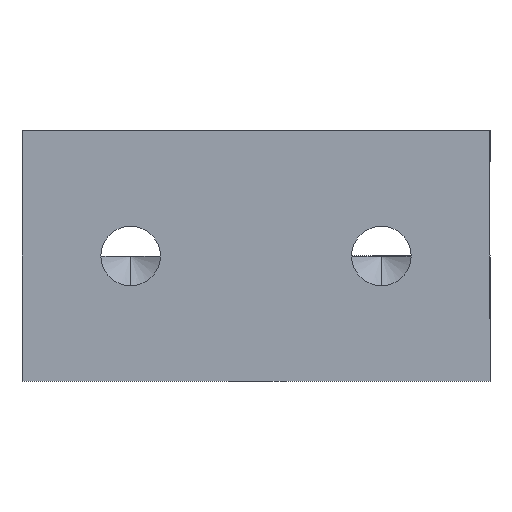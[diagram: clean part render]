
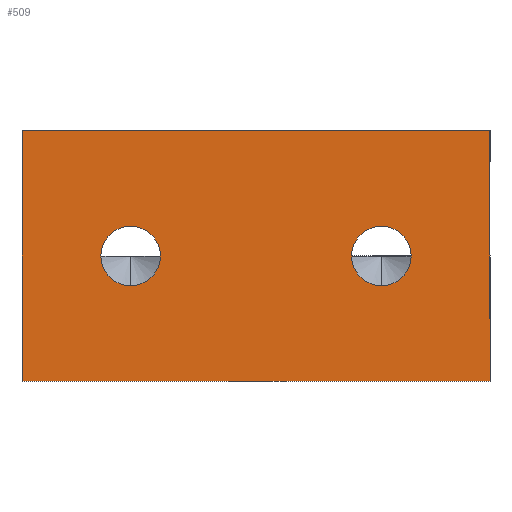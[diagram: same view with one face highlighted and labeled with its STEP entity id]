
A CAD part, front view. The second image highlights one B-rep face of the part: STEP entity #509.
In plain terms, the highlighted planar face has unit normal (0, -1, 0).
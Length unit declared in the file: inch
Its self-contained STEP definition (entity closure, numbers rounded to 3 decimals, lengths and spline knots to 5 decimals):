
#6 = VERTEX_POINT ( 'NONE', #244 ) ;
#18 = LINE ( 'NONE', #234, #447 ) ;
#36 = DIRECTION ( 'NONE',  ( 0., 0., -1. ) ) ;
#39 = EDGE_CURVE ( 'NONE', #451, #6, #606, .T. ) ;
#43 = CARTESIAN_POINT ( 'NONE',  ( -0.35, 0., -0.1875 ) ) ;
#52 = VERTEX_POINT ( 'NONE', #64 ) ;
#56 = LINE ( 'NONE', #343, #516 ) ;
#64 = CARTESIAN_POINT ( 'NONE',  ( 0.1875, 0., -0.0445 ) ) ;
#75 = DIRECTION ( 'NONE',  ( 0., 0., -1. ) ) ;
#76 = CARTESIAN_POINT ( 'NONE',  ( -0.1875, 0., -0.0445 ) ) ;
#82 = DIRECTION ( 'NONE',  ( 0., -1., 0. ) ) ;
#93 = CARTESIAN_POINT ( 'NONE',  ( -0.35, 0., -0.1875 ) ) ;
#124 = DIRECTION ( 'NONE',  ( 1., 0., 0. ) ) ;
#132 = EDGE_CURVE ( 'NONE', #6, #451, #267, .T. ) ;
#142 = FACE_BOUND ( 'NONE', #530, .T. ) ;
#185 = VERTEX_POINT ( 'NONE', #43 ) ;
#188 = CARTESIAN_POINT ( 'NONE',  ( 0.1875, 0., 0.0445 ) ) ;
#192 = FACE_OUTER_BOUND ( 'NONE', #501, .T. ) ;
#213 = ORIENTED_EDGE ( 'NONE', *, *, #664, .F. ) ;
#224 = CARTESIAN_POINT ( 'NONE',  ( 0.35, 0., -0.1875 ) ) ;
#234 = CARTESIAN_POINT ( 'NONE',  ( 0.35, 0., 0.1875 ) ) ;
#240 = AXIS2_PLACEMENT_3D ( 'NONE', #380, #499, #256 ) ;
#244 = CARTESIAN_POINT ( 'NONE',  ( -0.1875, 0., 0.0445 ) ) ;
#256 = DIRECTION ( 'NONE',  ( 0., 0., -1. ) ) ;
#267 = CIRCLE ( 'NONE', #240, 0.0445 ) ;
#273 = VECTOR ( 'NONE', #124, 39.37008 ) ;
#295 = CARTESIAN_POINT ( 'NONE',  ( 0.1875, 0., 0. ) ) ;
#298 = AXIS2_PLACEMENT_3D ( 'NONE', #348, #685, #518 ) ;
#305 = ORIENTED_EDGE ( 'NONE', *, *, #39, .F. ) ;
#321 = VERTEX_POINT ( 'NONE', #345 ) ;
#322 = EDGE_CURVE ( 'NONE', #655, #321, #620, .T. ) ;
#329 = ORIENTED_EDGE ( 'NONE', *, *, #398, .F. ) ;
#332 = EDGE_CURVE ( 'NONE', #346, #52, #619, .T. ) ;
#343 = CARTESIAN_POINT ( 'NONE',  ( -0.35, 0., 0.1875 ) ) ;
#345 = CARTESIAN_POINT ( 'NONE',  ( 0.35, 0., 0.1875 ) ) ;
#346 = VERTEX_POINT ( 'NONE', #188 ) ;
#348 = CARTESIAN_POINT ( 'NONE',  ( 0.1875, 0., 0. ) ) ;
#355 = VERTEX_POINT ( 'NONE', #224 ) ;
#368 = CARTESIAN_POINT ( 'NONE',  ( 0., 0., 0. ) ) ;
#369 = EDGE_CURVE ( 'NONE', #321, #355, #18, .T. ) ;
#380 = CARTESIAN_POINT ( 'NONE',  ( -0.1875, 0., 0. ) ) ;
#398 = EDGE_CURVE ( 'NONE', #52, #346, #502, .T. ) ;
#408 = DIRECTION ( 'NONE',  ( 0., 0., -1. ) ) ;
#415 = EDGE_CURVE ( 'NONE', #355, #185, #713, .T. ) ;
#418 = PLANE ( 'NONE',  #490 ) ;
#427 = DIRECTION ( 'NONE',  ( 0., 0., -1. ) ) ;
#444 = DIRECTION ( 'NONE',  ( 0., 0., 1. ) ) ;
#447 = VECTOR ( 'NONE', #408, 39.37008 ) ;
#451 = VERTEX_POINT ( 'NONE', #76 ) ;
#468 = DIRECTION ( 'NONE',  ( 0., -1., 0. ) ) ;
#478 = DIRECTION ( 'NONE',  ( -1., 0., 0. ) ) ;
#480 = ORIENTED_EDGE ( 'NONE', *, *, #332, .F. ) ;
#490 = AXIS2_PLACEMENT_3D ( 'NONE', #368, #82, #36 ) ;
#499 = DIRECTION ( 'NONE',  ( 0., -1., 0. ) ) ;
#501 = EDGE_LOOP ( 'NONE', ( #616, #523, #213, #577 ) ) ;
#502 = CIRCLE ( 'NONE', #604, 0.0445 ) ;
#509 = ADVANCED_FACE ( 'NONE', ( #602, #142, #192 ), #418, .T. ) ;
#516 = VECTOR ( 'NONE', #444, 39.37008 ) ;
#518 = DIRECTION ( 'NONE',  ( 0., 0., -1. ) ) ;
#523 = ORIENTED_EDGE ( 'NONE', *, *, #322, .F. ) ;
#530 = EDGE_LOOP ( 'NONE', ( #305, #598 ) ) ;
#552 = AXIS2_PLACEMENT_3D ( 'NONE', #643, #468, #75 ) ;
#577 = ORIENTED_EDGE ( 'NONE', *, *, #415, .F. ) ;
#598 = ORIENTED_EDGE ( 'NONE', *, *, #132, .F. ) ;
#602 = FACE_BOUND ( 'NONE', #660, .T. ) ;
#604 = AXIS2_PLACEMENT_3D ( 'NONE', #295, #699, #427 ) ;
#606 = CIRCLE ( 'NONE', #552, 0.0445 ) ;
#616 = ORIENTED_EDGE ( 'NONE', *, *, #369, .F. ) ;
#619 = CIRCLE ( 'NONE', #298, 0.0445 ) ;
#620 = LINE ( 'NONE', #688, #273 ) ;
#643 = CARTESIAN_POINT ( 'NONE',  ( -0.1875, 0., 0. ) ) ;
#655 = VERTEX_POINT ( 'NONE', #726 ) ;
#660 = EDGE_LOOP ( 'NONE', ( #329, #480 ) ) ;
#664 = EDGE_CURVE ( 'NONE', #185, #655, #56, .T. ) ;
#685 = DIRECTION ( 'NONE',  ( 0., -1., 0. ) ) ;
#688 = CARTESIAN_POINT ( 'NONE',  ( -0.35, 0., 0.1875 ) ) ;
#690 = VECTOR ( 'NONE', #478, 39.37008 ) ;
#699 = DIRECTION ( 'NONE',  ( 0., -1., 0. ) ) ;
#713 = LINE ( 'NONE', #93, #690 ) ;
#726 = CARTESIAN_POINT ( 'NONE',  ( -0.35, 0., 0.1875 ) ) ;
